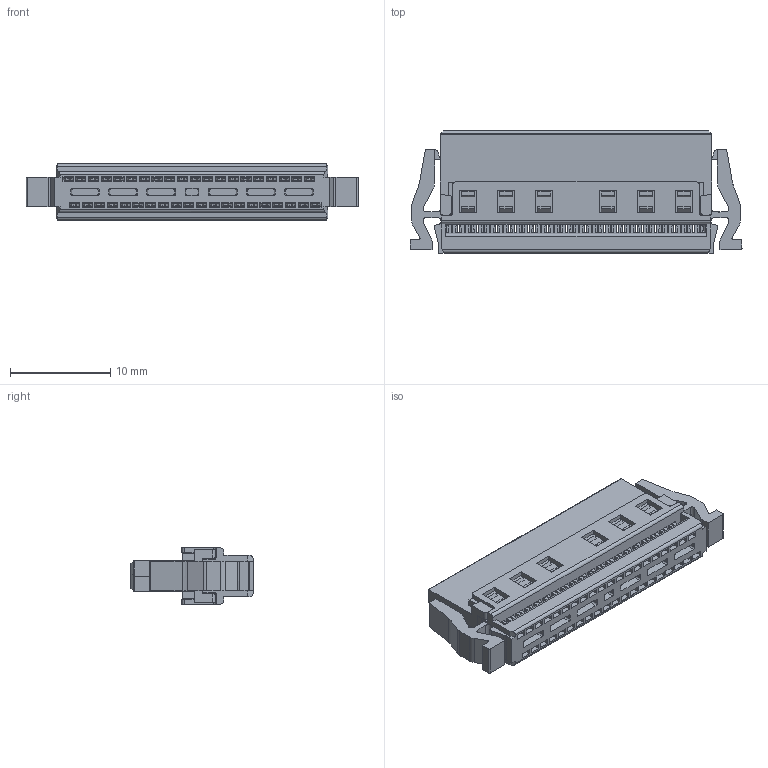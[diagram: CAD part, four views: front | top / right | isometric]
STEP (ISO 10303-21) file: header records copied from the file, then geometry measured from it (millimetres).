
FILE_DESCRIPTION(('CATIA V5 STEP Exchange','CAx-IF Rec.Pracs.--- Model Styling and Organization---1.4--- 2014-01-23'),'2;1');
FILE_NAME ('D1463938_0', '2020-10-05T06:53:03+00:00', ('none'), ('Weidmueller'), 'CATIA Version 5-6 Release 2016 SP3 HF44', 'CATIA V5 STEP AP214', 'none');
FILE_SCHEMA(('AUTOMOTIVE_DESIGN { 1 0 10303 214 1 1 1 1 }'));
Products named in the file (1): 2747570000
Bounding box: 33.18 x 12.2 x 5.6 mm (x, y, z)
Volume: 1240.4 mm3; surface area: 2821.2 mm2
Topology: 1 solids, 1 shells, 2284 faces, 6254 edges, 4164 vertices
Faces by surface type: plane 1818, cylinder 438, cone 28
Entity records: 74283 total; most frequent: CARTESIAN_POINT 15937, ORIENTED_EDGE 12508, DIRECTION 10176, EDGE_CURVE 6254, VECTOR 5304, LINE 5304, VERTEX_POINT 4164, AXIS2_PLACEMENT_3D 2668
